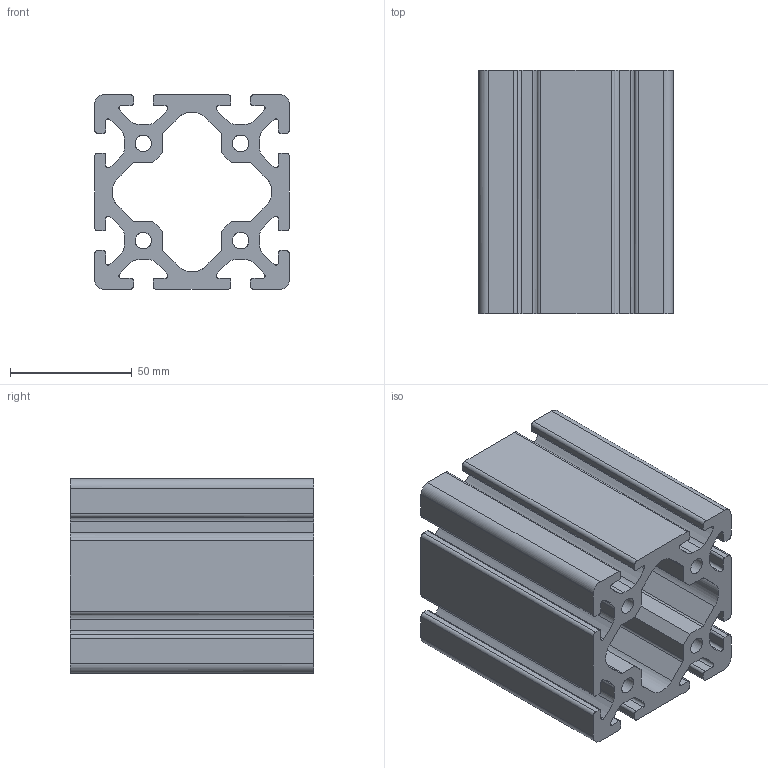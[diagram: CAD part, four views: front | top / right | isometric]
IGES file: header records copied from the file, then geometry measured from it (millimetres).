
Global section: file name: 178080; native system: Autodesk Inventor 2024; preprocessor: unknown; author: Coufal; organization: Alutec KK; date: 20260309.162610; units: millimetre
Bounding box: 80 x 100 x 80 mm (x, y, z)
Volume: 268610.2 mm3; surface area: 96323.1 mm2
Topology: 1 solids, 1 shells, 174 faces, 516 edges, 344 vertices
Faces by surface type: bspline 174
